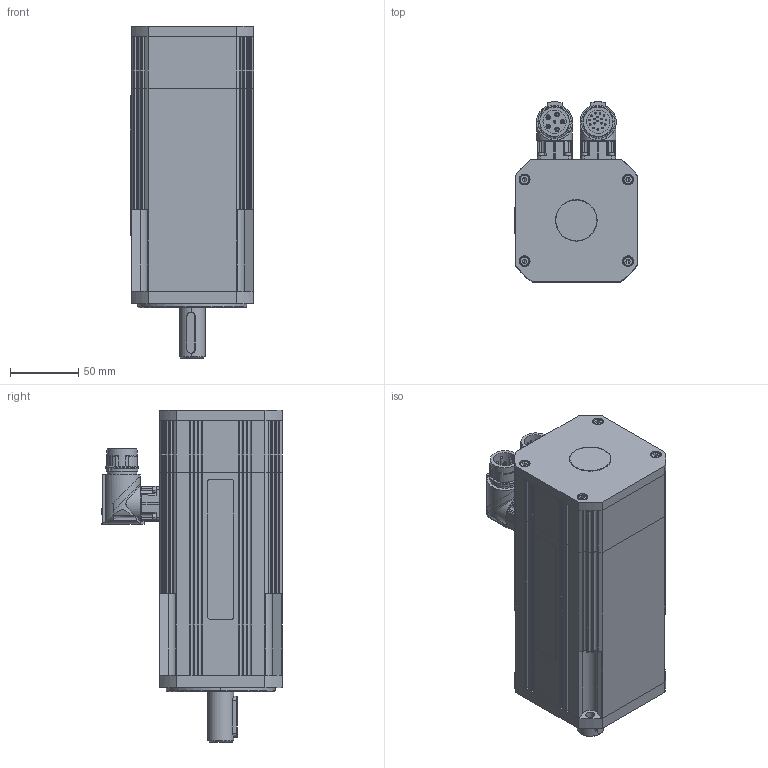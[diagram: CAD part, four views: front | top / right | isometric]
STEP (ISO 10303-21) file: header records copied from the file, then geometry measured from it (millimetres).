
FILE_DESCRIPTION((''),'2;1');
FILE_NAME('FP-609 + Encoder Heidenhain ECN-EQN 1100.stp','2011-11-25T09:23:44',('jlopez'),(''),'Autodesk Inventor 9','Autodesk Inventor 9','');
FILE_SCHEMA(('AUTOMOTIVE_DESIGN { 1 0 10303 214 1 1 1 1 }'));
Length unit declared in the file: millimetre
Products named in the file (1): Pieza1
Bounding box: 90.5 x 132.15 x 243.7 mm (x, y, z)
Volume: 110399.6 mm3; surface area: 194919.2 mm2
Topology: 24 solids, 25 shells, 1543 faces, 4017 edges, 2446 vertices
Faces by surface type: cylinder 680, plane 492, bspline 157, cone 98, sphere 64, torus 52
Entity records: 48702 total; most frequent: CARTESIAN_POINT 11379, DIRECTION 8229, ORIENTED_EDGE 7678, EDGE_CURVE 3839, AXIS2_PLACEMENT_3D 3288, VERTEX_POINT 2428, CIRCLE 1781, EDGE_LOOP 1749
